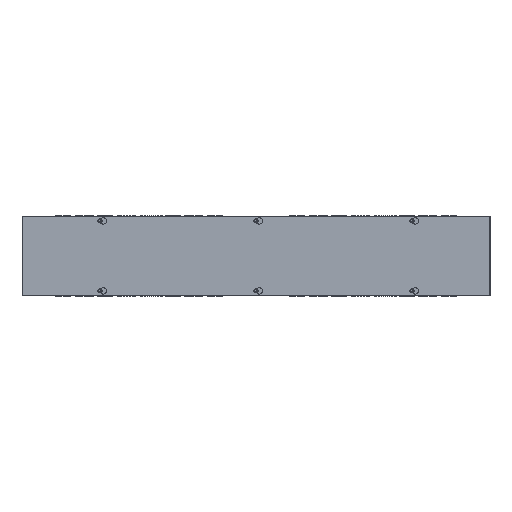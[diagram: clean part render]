
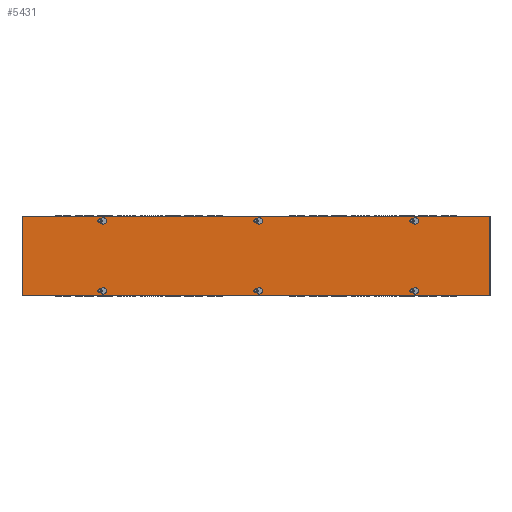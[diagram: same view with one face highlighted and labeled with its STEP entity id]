
A CAD part, top view. The second image highlights one B-rep face of the part: STEP entity #5431.
In plain terms, the highlighted planar face has unit normal (0, 0, 1).
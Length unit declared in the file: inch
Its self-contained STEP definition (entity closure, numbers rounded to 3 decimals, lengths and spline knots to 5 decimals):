
#360=LINE('',#9092,#672);
#365=LINE('',#9105,#677);
#368=LINE('',#9116,#680);
#373=LINE('',#9129,#685);
#376=LINE('',#9140,#688);
#380=LINE('',#9152,#692);
#384=LINE('',#9164,#696);
#388=LINE('',#9176,#700);
#392=LINE('',#9188,#704);
#397=LINE('',#9201,#709);
#400=LINE('',#9212,#712);
#404=LINE('',#9224,#716);
#406=LINE('',#9232,#718);
#410=LINE('',#9240,#722);
#413=LINE('',#9246,#725);
#416=LINE('',#9251,#728);
#672=VECTOR('',#7249,0.21651);
#677=VECTOR('',#7262,0.21651);
#680=VECTOR('',#7273,0.21651);
#685=VECTOR('',#7286,0.21651);
#688=VECTOR('',#7297,0.21651);
#692=VECTOR('',#7309,0.21651);
#696=VECTOR('',#7321,0.21651);
#700=VECTOR('',#7333,0.21651);
#704=VECTOR('',#7345,0.21651);
#709=VECTOR('',#7358,0.21651);
#712=VECTOR('',#7369,0.21651);
#716=VECTOR('',#7381,0.21651);
#718=VECTOR('',#7391,6.125);
#722=VECTOR('',#7397,36.);
#725=VECTOR('',#7402,6.125);
#728=VECTOR('',#7407,36.);
#913=PLANE('',#6007);
#1107=FACE_BOUND('',#1915,.T.);
#1108=FACE_BOUND('',#1916,.T.);
#1109=FACE_BOUND('',#1917,.T.);
#1110=FACE_BOUND('',#1918,.T.);
#1111=FACE_BOUND('',#1919,.T.);
#1112=FACE_BOUND('',#1920,.T.);
#1409=FACE_OUTER_BOUND('',#1914,.T.);
#1914=EDGE_LOOP('',(#4491,#4492,#4493,#4494));
#1915=EDGE_LOOP('',(#4495,#4496,#4497,#4498));
#1916=EDGE_LOOP('',(#4499,#4500,#4501,#4502));
#1917=EDGE_LOOP('',(#4503,#4504,#4505,#4506));
#1918=EDGE_LOOP('',(#4507,#4508,#4509,#4510));
#1919=EDGE_LOOP('',(#4511,#4512,#4513,#4514));
#1920=EDGE_LOOP('',(#4515,#4516,#4517,#4518));
#2254=CIRCLE('',#5957,0.25);
#2256=CIRCLE('',#5961,0.125);
#2258=CIRCLE('',#5965,0.25);
#2260=CIRCLE('',#5969,0.125);
#2262=CIRCLE('',#5973,0.25);
#2264=CIRCLE('',#5977,0.125);
#2266=CIRCLE('',#5981,0.25);
#2268=CIRCLE('',#5985,0.125);
#2270=CIRCLE('',#5989,0.25);
#2272=CIRCLE('',#5993,0.125);
#2274=CIRCLE('',#5997,0.25);
#2276=CIRCLE('',#6001,0.125);
#2665=VERTEX_POINT('',#9089);
#2666=VERTEX_POINT('',#9091);
#2668=VERTEX_POINT('',#9097);
#2670=VERTEX_POINT('',#9103);
#2673=VERTEX_POINT('',#9113);
#2674=VERTEX_POINT('',#9115);
#2676=VERTEX_POINT('',#9121);
#2678=VERTEX_POINT('',#9127);
#2681=VERTEX_POINT('',#9137);
#2682=VERTEX_POINT('',#9139);
#2684=VERTEX_POINT('',#9145);
#2686=VERTEX_POINT('',#9151);
#2689=VERTEX_POINT('',#9161);
#2690=VERTEX_POINT('',#9163);
#2692=VERTEX_POINT('',#9169);
#2694=VERTEX_POINT('',#9175);
#2697=VERTEX_POINT('',#9185);
#2698=VERTEX_POINT('',#9187);
#2700=VERTEX_POINT('',#9193);
#2702=VERTEX_POINT('',#9199);
#2705=VERTEX_POINT('',#9209);
#2706=VERTEX_POINT('',#9211);
#2708=VERTEX_POINT('',#9217);
#2710=VERTEX_POINT('',#9223);
#2711=VERTEX_POINT('',#9230);
#2712=VERTEX_POINT('',#9231);
#2715=VERTEX_POINT('',#9239);
#2717=VERTEX_POINT('',#9245);
#3257=EDGE_CURVE('',#2666,#2665,#360,.T.);
#3261=EDGE_CURVE('',#2665,#2668,#2254,.T.);
#3264=EDGE_CURVE('',#2668,#2670,#365,.T.);
#3266=EDGE_CURVE('',#2670,#2666,#2256,.T.);
#3269=EDGE_CURVE('',#2674,#2673,#368,.T.);
#3273=EDGE_CURVE('',#2673,#2676,#2258,.T.);
#3276=EDGE_CURVE('',#2676,#2678,#373,.T.);
#3278=EDGE_CURVE('',#2678,#2674,#2260,.T.);
#3281=EDGE_CURVE('',#2682,#2681,#376,.T.);
#3284=EDGE_CURVE('',#2684,#2682,#2262,.T.);
#3287=EDGE_CURVE('',#2686,#2684,#380,.T.);
#3290=EDGE_CURVE('',#2681,#2686,#2264,.T.);
#3293=EDGE_CURVE('',#2690,#2689,#384,.T.);
#3296=EDGE_CURVE('',#2692,#2690,#2266,.T.);
#3299=EDGE_CURVE('',#2694,#2692,#388,.T.);
#3302=EDGE_CURVE('',#2689,#2694,#2268,.T.);
#3305=EDGE_CURVE('',#2698,#2697,#392,.T.);
#3309=EDGE_CURVE('',#2697,#2700,#2270,.T.);
#3312=EDGE_CURVE('',#2700,#2702,#397,.T.);
#3314=EDGE_CURVE('',#2702,#2698,#2272,.T.);
#3317=EDGE_CURVE('',#2706,#2705,#400,.T.);
#3320=EDGE_CURVE('',#2708,#2706,#2274,.T.);
#3323=EDGE_CURVE('',#2710,#2708,#404,.T.);
#3326=EDGE_CURVE('',#2705,#2710,#2276,.T.);
#3327=EDGE_CURVE('',#2711,#2712,#406,.T.);
#3331=EDGE_CURVE('',#2712,#2715,#410,.T.);
#3334=EDGE_CURVE('',#2715,#2717,#413,.T.);
#3337=EDGE_CURVE('',#2717,#2711,#416,.T.);
#4491=ORIENTED_EDGE('',*,*,#3327,.F.);
#4492=ORIENTED_EDGE('',*,*,#3337,.F.);
#4493=ORIENTED_EDGE('',*,*,#3334,.F.);
#4494=ORIENTED_EDGE('',*,*,#3331,.F.);
#4495=ORIENTED_EDGE('',*,*,#3257,.T.);
#4496=ORIENTED_EDGE('',*,*,#3261,.T.);
#4497=ORIENTED_EDGE('',*,*,#3264,.T.);
#4498=ORIENTED_EDGE('',*,*,#3266,.T.);
#4499=ORIENTED_EDGE('',*,*,#3269,.T.);
#4500=ORIENTED_EDGE('',*,*,#3273,.T.);
#4501=ORIENTED_EDGE('',*,*,#3276,.T.);
#4502=ORIENTED_EDGE('',*,*,#3278,.T.);
#4503=ORIENTED_EDGE('',*,*,#3281,.T.);
#4504=ORIENTED_EDGE('',*,*,#3290,.T.);
#4505=ORIENTED_EDGE('',*,*,#3287,.T.);
#4506=ORIENTED_EDGE('',*,*,#3284,.T.);
#4507=ORIENTED_EDGE('',*,*,#3293,.T.);
#4508=ORIENTED_EDGE('',*,*,#3302,.T.);
#4509=ORIENTED_EDGE('',*,*,#3299,.T.);
#4510=ORIENTED_EDGE('',*,*,#3296,.T.);
#4511=ORIENTED_EDGE('',*,*,#3305,.T.);
#4512=ORIENTED_EDGE('',*,*,#3309,.T.);
#4513=ORIENTED_EDGE('',*,*,#3312,.T.);
#4514=ORIENTED_EDGE('',*,*,#3314,.T.);
#4515=ORIENTED_EDGE('',*,*,#3317,.T.);
#4516=ORIENTED_EDGE('',*,*,#3326,.T.);
#4517=ORIENTED_EDGE('',*,*,#3323,.T.);
#4518=ORIENTED_EDGE('',*,*,#3320,.T.);
#5431=ADVANCED_FACE('',(#1409,#1107,#1108,#1109,#1110,#1111,#1112),#913,
 .T.);
#5957=AXIS2_PLACEMENT_3D('',#9099,#7256,#7257);
#5961=AXIS2_PLACEMENT_3D('',#9108,#7267,#7268);
#5965=AXIS2_PLACEMENT_3D('',#9123,#7280,#7281);
#5969=AXIS2_PLACEMENT_3D('',#9132,#7291,#7292);
#5973=AXIS2_PLACEMENT_3D('',#9146,#7303,#7304);
#5977=AXIS2_PLACEMENT_3D('',#9156,#7315,#7316);
#5981=AXIS2_PLACEMENT_3D('',#9170,#7327,#7328);
#5985=AXIS2_PLACEMENT_3D('',#9180,#7339,#7340);
#5989=AXIS2_PLACEMENT_3D('',#9195,#7352,#7353);
#5993=AXIS2_PLACEMENT_3D('',#9204,#7363,#7364);
#5997=AXIS2_PLACEMENT_3D('',#9218,#7375,#7376);
#6001=AXIS2_PLACEMENT_3D('',#9228,#7387,#7388);
#6007=AXIS2_PLACEMENT_3D('',#9254,#7411,#7412);
#7249=DIRECTION('',(-0.866,-0.5,0.));
#7256=DIRECTION('center_axis',(0.,0.,-1.));
#7257=DIRECTION('ref_axis',(0.5,-0.866,0.));
#7262=DIRECTION('',(0.866,-0.5,0.));
#7267=DIRECTION('center_axis',(0.,0.,-1.));
#7268=DIRECTION('ref_axis',(0.5,0.866,0.));
#7273=DIRECTION('',(-0.866,-0.5,0.));
#7280=DIRECTION('center_axis',(0.,0.,-1.));
#7281=DIRECTION('ref_axis',(0.5,-0.866,0.));
#7286=DIRECTION('',(0.866,-0.5,0.));
#7291=DIRECTION('center_axis',(0.,0.,-1.));
#7292=DIRECTION('ref_axis',(0.5,0.866,0.));
#7297=DIRECTION('',(0.866,-0.5,0.));
#7303=DIRECTION('center_axis',(0.,0.,-1.));
#7304=DIRECTION('ref_axis',(0.5,0.866,0.));
#7309=DIRECTION('',(-0.866,-0.5,0.));
#7315=DIRECTION('center_axis',(0.,0.,-1.));
#7316=DIRECTION('ref_axis',(0.5,-0.866,0.));
#7321=DIRECTION('',(0.866,-0.5,0.));
#7327=DIRECTION('center_axis',(0.,0.,-1.));
#7328=DIRECTION('ref_axis',(0.5,0.866,0.));
#7333=DIRECTION('',(-0.866,-0.5,0.));
#7339=DIRECTION('center_axis',(0.,0.,-1.));
#7340=DIRECTION('ref_axis',(0.5,-0.866,0.));
#7345=DIRECTION('',(-0.866,-0.5,0.));
#7352=DIRECTION('center_axis',(0.,0.,-1.));
#7353=DIRECTION('ref_axis',(0.5,-0.866,0.));
#7358=DIRECTION('',(0.866,-0.5,0.));
#7363=DIRECTION('center_axis',(0.,0.,-1.));
#7364=DIRECTION('ref_axis',(0.5,0.866,0.));
#7369=DIRECTION('',(0.866,-0.5,0.));
#7375=DIRECTION('center_axis',(0.,0.,-1.));
#7376=DIRECTION('ref_axis',(0.5,0.866,0.));
#7381=DIRECTION('',(-0.866,-0.5,0.));
#7387=DIRECTION('center_axis',(0.,0.,-1.));
#7388=DIRECTION('ref_axis',(0.5,-0.866,0.));
#7391=DIRECTION('',(0.,1.,0.));
#7397=DIRECTION('',(1.,0.,0.));
#7402=DIRECTION('',(0.,-1.,0.));
#7407=DIRECTION('',(-1.,0.,0.));
#7411=DIRECTION('center_axis',(0.,0.,1.));
#7412=DIRECTION('ref_axis',(1.,0.,0.));
#9089=CARTESIAN_POINT('',(29.875,5.53549,0.0625));
#9091=CARTESIAN_POINT('',(30.0625,5.64375,0.0625));
#9092=CARTESIAN_POINT('',(24.98021,2.70948,0.0625));
#9097=CARTESIAN_POINT('',(29.875,5.96851,0.0625));
#9099=CARTESIAN_POINT('Origin',(29.75,5.752,0.0625));
#9103=CARTESIAN_POINT('',(30.0625,5.86025,0.0625));
#9105=CARTESIAN_POINT('',(26.05104,8.17627,0.0625));
#9108=CARTESIAN_POINT('Origin',(30.,5.752,0.0625));
#9113=CARTESIAN_POINT('',(17.875,5.53549,0.0625));
#9115=CARTESIAN_POINT('',(18.0625,5.64375,0.0625));
#9116=CARTESIAN_POINT('',(17.48021,5.30756,0.0625));
#9121=CARTESIAN_POINT('',(17.875,5.96851,0.0625));
#9123=CARTESIAN_POINT('Origin',(17.75,5.752,0.0625));
#9127=CARTESIAN_POINT('',(18.0625,5.86025,0.0625));
#9129=CARTESIAN_POINT('',(18.55104,5.57819,0.0625));
#9132=CARTESIAN_POINT('Origin',(18.,5.752,0.0625));
#9137=CARTESIAN_POINT('',(30.0625,0.48125,0.0625));
#9139=CARTESIAN_POINT('',(29.875,0.58951,0.0625));
#9140=CARTESIAN_POINT('',(24.98021,3.41552,0.0625));
#9145=CARTESIAN_POINT('',(29.875,0.15649,0.0625));
#9146=CARTESIAN_POINT('Origin',(29.75,0.373,0.0625));
#9151=CARTESIAN_POINT('',(30.0625,0.26475,0.0625));
#9152=CARTESIAN_POINT('',(26.05104,-2.05127,0.0625));
#9156=CARTESIAN_POINT('Origin',(30.,0.373,0.0625));
#9161=CARTESIAN_POINT('',(18.0625,0.48125,0.0625));
#9163=CARTESIAN_POINT('',(17.875,0.58951,0.0625));
#9164=CARTESIAN_POINT('',(17.48021,0.81744,0.0625));
#9169=CARTESIAN_POINT('',(17.875,0.15649,0.0625));
#9170=CARTESIAN_POINT('Origin',(17.75,0.373,0.0625));
#9175=CARTESIAN_POINT('',(18.0625,0.26475,0.0625));
#9176=CARTESIAN_POINT('',(18.55104,0.54681,0.0625));
#9180=CARTESIAN_POINT('Origin',(18.,0.373,0.0625));
#9185=CARTESIAN_POINT('',(5.875,5.53549,0.0625));
#9187=CARTESIAN_POINT('',(6.0625,5.64375,0.0625));
#9188=CARTESIAN_POINT('',(9.98021,7.90564,0.0625));
#9193=CARTESIAN_POINT('',(5.875,5.96851,0.0625));
#9195=CARTESIAN_POINT('Origin',(5.75,5.752,0.0625));
#9199=CARTESIAN_POINT('',(6.0625,5.86025,0.0625));
#9201=CARTESIAN_POINT('',(11.05104,2.98012,0.0625));
#9204=CARTESIAN_POINT('Origin',(6.,5.752,0.0625));
#9209=CARTESIAN_POINT('',(6.0625,0.48125,0.0625));
#9211=CARTESIAN_POINT('',(5.875,0.58951,0.0625));
#9212=CARTESIAN_POINT('',(9.98021,-1.78064,0.0625));
#9217=CARTESIAN_POINT('',(5.875,0.15649,0.0625));
#9218=CARTESIAN_POINT('Origin',(5.75,0.373,0.0625));
#9223=CARTESIAN_POINT('',(6.0625,0.26475,0.0625));
#9224=CARTESIAN_POINT('',(11.05104,3.14488,0.0625));
#9228=CARTESIAN_POINT('Origin',(6.,0.373,0.0625));
#9230=CARTESIAN_POINT('',(0.,0.,0.0625));
#9231=CARTESIAN_POINT('',(0.,6.125,0.0625));
#9232=CARTESIAN_POINT('',(0.,6.125,0.0625));
#9239=CARTESIAN_POINT('',(36.,6.125,0.0625));
#9240=CARTESIAN_POINT('',(36.,6.125,0.0625));
#9245=CARTESIAN_POINT('',(36.,0.,0.0625));
#9246=CARTESIAN_POINT('',(36.,0.,0.0625));
#9251=CARTESIAN_POINT('',(0.,0.,0.0625));
#9254=CARTESIAN_POINT('Origin',(18.,3.0625,0.0625));
